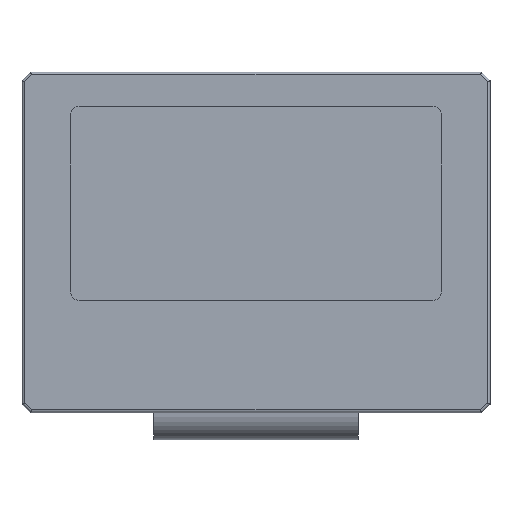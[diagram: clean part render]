
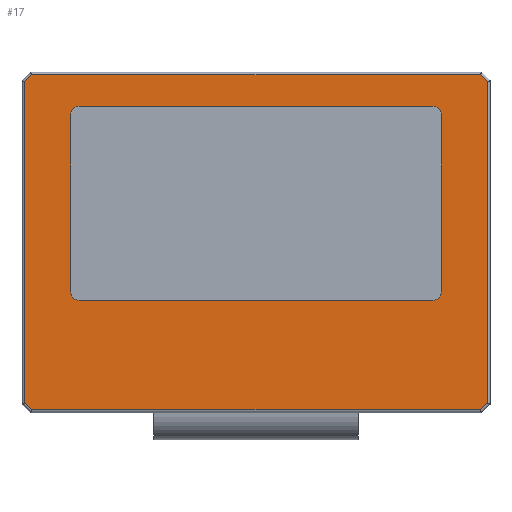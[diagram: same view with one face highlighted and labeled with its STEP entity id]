
A CAD part, top view. The second image highlights one B-rep face of the part: STEP entity #17.
In plain terms, the highlighted planar face has unit normal (0, 0, 1).
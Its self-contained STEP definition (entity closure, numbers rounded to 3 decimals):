
#17 = ADVANCED_FACE('',(#18,#88),#154,.T.);
#18 = FACE_BOUND('',#19,.T.);
#19 = EDGE_LOOP('',(#20,#30,#39,#47,#56,#64,#73,#81));
#20 = ORIENTED_EDGE('',*,*,#21,.T.);
#21 = EDGE_CURVE('',#22,#24,#26,.T.);
#22 = VERTEX_POINT('',#23);
#23 = CARTESIAN_POINT('',(-10.9,-2.9,1.6));
#24 = VERTEX_POINT('',#25);
#25 = CARTESIAN_POINT('',(-10.9,7.5,1.6));
#26 = LINE('',#27,#28);
#27 = CARTESIAN_POINT('',(-10.9,-3.4,1.6));
#28 = VECTOR('',#29,1.);
#29 = DIRECTION('',(0.,1.,0.));
#30 = ORIENTED_EDGE('',*,*,#31,.T.);
#31 = EDGE_CURVE('',#24,#32,#34,.T.);
#32 = VERTEX_POINT('',#33);
#33 = CARTESIAN_POINT('',(-10.4,8.,1.6));
#34 = CIRCLE('',#35,0.5);
#35 = AXIS2_PLACEMENT_3D('',#36,#37,#38);
#36 = CARTESIAN_POINT('',(-10.4,7.5,1.6));
#37 = DIRECTION('',(0.,0.,-1.));
#38 = DIRECTION('',(0.,1.,0.));
#39 = ORIENTED_EDGE('',*,*,#40,.T.);
#40 = EDGE_CURVE('',#32,#41,#43,.T.);
#41 = VERTEX_POINT('',#42);
#42 = CARTESIAN_POINT('',(10.4,8.,1.6));
#43 = LINE('',#44,#45);
#44 = CARTESIAN_POINT('',(-10.9,8.,1.6));
#45 = VECTOR('',#46,1.);
#46 = DIRECTION('',(1.,0.,0.));
#47 = ORIENTED_EDGE('',*,*,#48,.F.);
#48 = EDGE_CURVE('',#49,#41,#51,.T.);
#49 = VERTEX_POINT('',#50);
#50 = CARTESIAN_POINT('',(10.9,7.5,1.6));
#51 = CIRCLE('',#52,0.5);
#52 = AXIS2_PLACEMENT_3D('',#53,#54,#55);
#53 = CARTESIAN_POINT('',(10.4,7.5,1.6));
#54 = DIRECTION('',(0.,-0.,1.));
#55 = DIRECTION('',(0.,1.,0.));
#56 = ORIENTED_EDGE('',*,*,#57,.T.);
#57 = EDGE_CURVE('',#49,#58,#60,.T.);
#58 = VERTEX_POINT('',#59);
#59 = CARTESIAN_POINT('',(10.9,-2.9,1.6));
#60 = LINE('',#61,#62);
#61 = CARTESIAN_POINT('',(10.9,8.,1.6));
#62 = VECTOR('',#63,1.);
#63 = DIRECTION('',(0.,-1.,0.));
#64 = ORIENTED_EDGE('',*,*,#65,.F.);
#65 = EDGE_CURVE('',#66,#58,#68,.T.);
#66 = VERTEX_POINT('',#67);
#67 = CARTESIAN_POINT('',(10.4,-3.4,1.6));
#68 = CIRCLE('',#69,0.5);
#69 = AXIS2_PLACEMENT_3D('',#70,#71,#72);
#70 = CARTESIAN_POINT('',(10.4,-2.9,1.6));
#71 = DIRECTION('',(0.,-0.,1.));
#72 = DIRECTION('',(0.,1.,0.));
#73 = ORIENTED_EDGE('',*,*,#74,.T.);
#74 = EDGE_CURVE('',#66,#75,#77,.T.);
#75 = VERTEX_POINT('',#76);
#76 = CARTESIAN_POINT('',(-10.4,-3.4,1.6));
#77 = LINE('',#78,#79);
#78 = CARTESIAN_POINT('',(10.9,-3.4,1.6));
#79 = VECTOR('',#80,1.);
#80 = DIRECTION('',(-1.,0.,0.));
#81 = ORIENTED_EDGE('',*,*,#82,.F.);
#82 = EDGE_CURVE('',#22,#75,#83,.T.);
#83 = CIRCLE('',#84,0.5);
#84 = AXIS2_PLACEMENT_3D('',#85,#86,#87);
#85 = CARTESIAN_POINT('',(-10.4,-2.9,1.6));
#86 = DIRECTION('',(0.,-0.,1.));
#87 = DIRECTION('',(0.,1.,0.));
#88 = FACE_BOUND('',#89,.T.);
#89 = EDGE_LOOP('',(#90,#100,#108,#116,#124,#132,#140,#148));
#90 = ORIENTED_EDGE('',*,*,#91,.T.);
#91 = EDGE_CURVE('',#92,#94,#96,.T.);
#92 = VERTEX_POINT('',#93);
#93 = CARTESIAN_POINT('',(-13.6,-9.438,1.6));
#94 = VERTEX_POINT('',#95);
#95 = CARTESIAN_POINT('',(-13.188,-9.85,1.6));
#96 = LINE('',#97,#98);
#97 = CARTESIAN_POINT('',(-13.644,-9.394,1.6));
#98 = VECTOR('',#99,1.);
#99 = DIRECTION('',(0.707,-0.707,0.));
#100 = ORIENTED_EDGE('',*,*,#101,.F.);
#101 = EDGE_CURVE('',#102,#94,#104,.T.);
#102 = VERTEX_POINT('',#103);
#103 = CARTESIAN_POINT('',(13.188,-9.85,1.6));
#104 = LINE('',#105,#106);
#105 = CARTESIAN_POINT('',(13.25,-9.85,1.6));
#106 = VECTOR('',#107,1.);
#107 = DIRECTION('',(-1.,0.,0.));
#108 = ORIENTED_EDGE('',*,*,#109,.F.);
#109 = EDGE_CURVE('',#110,#102,#112,.T.);
#110 = VERTEX_POINT('',#111);
#111 = CARTESIAN_POINT('',(13.6,-9.438,1.6));
#112 = LINE('',#113,#114);
#113 = CARTESIAN_POINT('',(13.644,-9.394,1.6));
#114 = VECTOR('',#115,1.);
#115 = DIRECTION('',(-0.707,-0.707,0.));
#116 = ORIENTED_EDGE('',*,*,#117,.F.);
#117 = EDGE_CURVE('',#118,#110,#120,.T.);
#118 = VERTEX_POINT('',#119);
#119 = CARTESIAN_POINT('',(13.6,9.438,1.6));
#120 = LINE('',#121,#122);
#121 = CARTESIAN_POINT('',(13.6,9.5,1.6));
#122 = VECTOR('',#123,1.);
#123 = DIRECTION('',(0.,-1.,0.));
#124 = ORIENTED_EDGE('',*,*,#125,.F.);
#125 = EDGE_CURVE('',#126,#118,#128,.T.);
#126 = VERTEX_POINT('',#127);
#127 = CARTESIAN_POINT('',(13.188,9.85,1.6));
#128 = LINE('',#129,#130);
#129 = CARTESIAN_POINT('',(13.144,9.894,1.6));
#130 = VECTOR('',#131,1.);
#131 = DIRECTION('',(0.707,-0.707,0.));
#132 = ORIENTED_EDGE('',*,*,#133,.F.);
#133 = EDGE_CURVE('',#134,#126,#136,.T.);
#134 = VERTEX_POINT('',#135);
#135 = CARTESIAN_POINT('',(-13.188,9.85,1.6));
#136 = LINE('',#137,#138);
#137 = CARTESIAN_POINT('',(-13.25,9.85,1.6));
#138 = VECTOR('',#139,1.);
#139 = DIRECTION('',(1.,0.,0.));
#140 = ORIENTED_EDGE('',*,*,#141,.T.);
#141 = EDGE_CURVE('',#134,#142,#144,.T.);
#142 = VERTEX_POINT('',#143);
#143 = CARTESIAN_POINT('',(-13.6,9.438,1.6));
#144 = LINE('',#145,#146);
#145 = CARTESIAN_POINT('',(-13.144,9.894,1.6));
#146 = VECTOR('',#147,1.);
#147 = DIRECTION('',(-0.707,-0.707,0.));
#148 = ORIENTED_EDGE('',*,*,#149,.F.);
#149 = EDGE_CURVE('',#92,#142,#150,.T.);
#150 = LINE('',#151,#152);
#151 = CARTESIAN_POINT('',(-13.6,-9.5,1.6));
#152 = VECTOR('',#153,1.);
#153 = DIRECTION('',(0.,1.,0.));
#154 = PLANE('',#155);
#155 = AXIS2_PLACEMENT_3D('',#156,#157,#158);
#156 = CARTESIAN_POINT('',(0.,0.,1.6));
#157 = DIRECTION('',(0.,0.,1.));
#158 = DIRECTION('',(1.,0.,0.));
